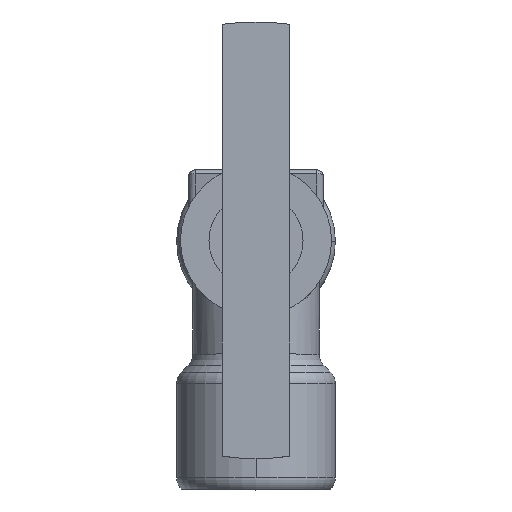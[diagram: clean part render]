
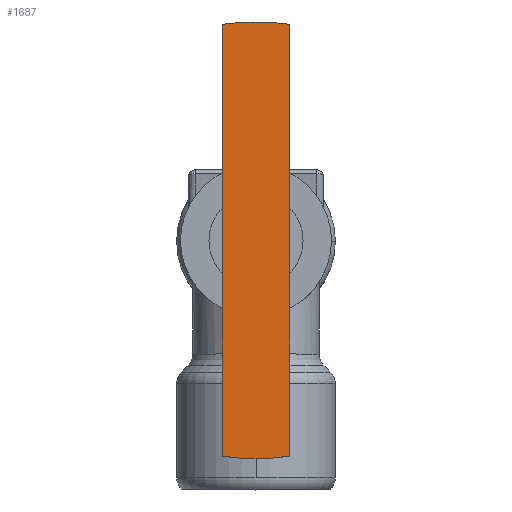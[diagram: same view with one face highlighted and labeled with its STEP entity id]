
A CAD part, top view. The second image highlights one B-rep face of the part: STEP entity #1687.
In plain terms, the highlighted planar face has unit normal (0, 0, 1).
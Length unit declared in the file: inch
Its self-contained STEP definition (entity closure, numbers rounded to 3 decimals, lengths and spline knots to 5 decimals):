
#49=PLANE($,#1862);
#201=FACE_OUTER_BOUND($,#311,.T.);
#311=EDGE_LOOP($,(#1230,#1231,#1232,#1233));
#468=CIRCLE($,#1863,1.625);
#469=CIRCLE($,#1864,1.625);
#582=LINE($,#3017,#643);
#586=LINE($,#3026,#647);
#643=VECTOR($,#2204,3.21131);
#647=VECTOR($,#2210,3.21131);
#760=VERTEX_POINT($,#3011);
#762=VERTEX_POINT($,#3015);
#764=VERTEX_POINT($,#3020);
#766=VERTEX_POINT($,#3024);
#940=EDGE_CURVE($,#760,#762,#582,.T.);
#944=EDGE_CURVE($,#764,#766,#586,.T.);
#945=EDGE_CURVE($,#762,#764,#468,.T.);
#946=EDGE_CURVE($,#766,#760,#469,.T.);
#1230=ORIENTED_EDGE($,*,*,#940,.T.);
#1231=ORIENTED_EDGE($,*,*,#945,.T.);
#1232=ORIENTED_EDGE($,*,*,#944,.T.);
#1233=ORIENTED_EDGE($,*,*,#946,.T.);
#1687=ADVANCED_FACE($,(#201),#49,.T.);
#1862=AXIS2_PLACEMENT_3D($,#3027,#2211,#2212);
#1863=AXIS2_PLACEMENT_3D($,#3028,#2213,#2214);
#1864=AXIS2_PLACEMENT_3D($,#3029,#2215,#2216);
#2204=DIRECTION($,(0.,-1.,0.));
#2210=DIRECTION($,(0.,1.,0.));
#2211=DIRECTION('center_axis',(0.,0.,1.));
#2212=DIRECTION('ref_axis',(-1.,0.,0.));
#2213=DIRECTION('center_axis',(0.,0.,1.));
#2214=DIRECTION('ref_axis',(0.,1.,0.));
#2215=DIRECTION('center_axis',(0.,0.,1.));
#2216=DIRECTION('ref_axis',(0.,1.,0.));
#3011=CARTESIAN_POINT('',(-0.25,3.45578,3.17));
#3015=CARTESIAN_POINT('',(-0.25,0.24447,3.17));
#3017=CARTESIAN_POINT($,(-0.25,3.45578,3.17));
#3020=CARTESIAN_POINT('',(0.25,0.24447,3.17));
#3024=CARTESIAN_POINT('',(0.25,3.45578,3.17));
#3026=CARTESIAN_POINT($,(0.25,0.24447,3.17));
#3027=CARTESIAN_POINT('Origin',(0.275,3.63736,3.17));
#3028=CARTESIAN_POINT('Origin',(0.,1.85012,
3.17));
#3029=CARTESIAN_POINT('Origin',(0.,1.85012,
3.17));
